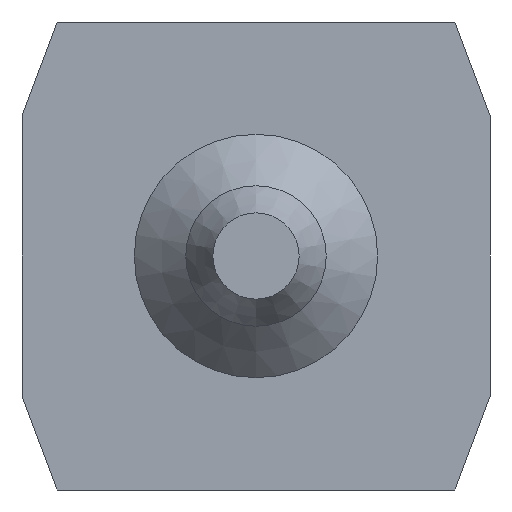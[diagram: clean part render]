
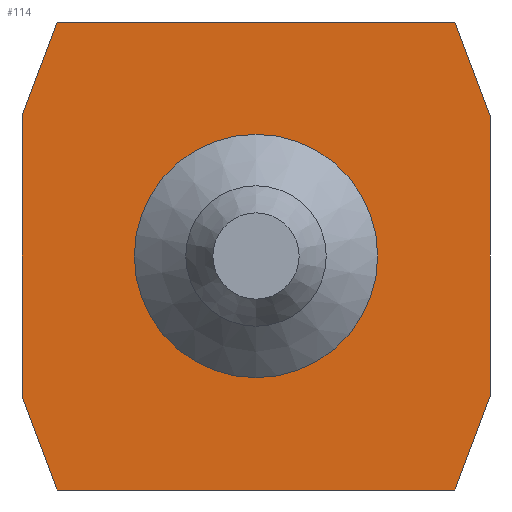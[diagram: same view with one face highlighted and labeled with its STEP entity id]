
A CAD part, front view. The second image highlights one B-rep face of the part: STEP entity #114.
In plain terms, the highlighted planar face has unit normal (0, -1, 0).
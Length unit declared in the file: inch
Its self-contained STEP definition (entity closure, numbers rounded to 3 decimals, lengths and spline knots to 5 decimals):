
#114 = ADVANCED_FACE( '', ( #221, #222 ), #223, .F. );
#221 = FACE_BOUND( '', #338, .T. );
#222 = FACE_OUTER_BOUND( '', #339, .T. );
#223 = PLANE( '', #340 );
#338 = EDGE_LOOP( '', ( #485 ) );
#339 = EDGE_LOOP( '', ( #486, #487, #488, #489, #490, #491, #492, #493 ) );
#340 = AXIS2_PLACEMENT_3D( '', #494, #495, #496 );
#485 = ORIENTED_EDGE( '', *, *, #636, .T. );
#486 = ORIENTED_EDGE( '', *, *, #612, .T. );
#487 = ORIENTED_EDGE( '', *, *, #643, .F. );
#488 = ORIENTED_EDGE( '', *, *, #638, .T. );
#489 = ORIENTED_EDGE( '', *, *, #625, .F. );
#490 = ORIENTED_EDGE( '', *, *, #644, .T. );
#491 = ORIENTED_EDGE( '', *, *, #645, .F. );
#492 = ORIENTED_EDGE( '', *, *, #607, .T. );
#493 = ORIENTED_EDGE( '', *, *, #627, .F. );
#494 = CARTESIAN_POINT( '', ( 0., 0., 0. ) );
#495 = DIRECTION( '', ( 0., 1., 0. ) );
#496 = DIRECTION( '', ( 0., 0., 1. ) );
#607 = EDGE_CURVE( '', #680, #678, #681, .T. );
#612 = EDGE_CURVE( '', #689, #687, #690, .T. );
#625 = EDGE_CURVE( '', #710, #706, #712, .T. );
#627 = EDGE_CURVE( '', #689, #678, #714, .T. );
#636 = EDGE_CURVE( '', #726, #726, #727, .T. );
#638 = EDGE_CURVE( '', #729, #706, #730, .T. );
#643 = EDGE_CURVE( '', #729, #687, #736, .T. );
#644 = EDGE_CURVE( '', #710, #737, #738, .T. );
#645 = EDGE_CURVE( '', #680, #737, #739, .T. );
#678 = VERTEX_POINT( '', #782 );
#680 = VERTEX_POINT( '', #785 );
#681 = LINE( '', #786, #787 );
#687 = VERTEX_POINT( '', #795 );
#689 = VERTEX_POINT( '', #798 );
#690 = LINE( '', #799, #800 );
#706 = VERTEX_POINT( '', #818 );
#710 = VERTEX_POINT( '', #824 );
#712 = LINE( '', #827, #828 );
#714 = LINE( '', #830, #831 );
#726 = VERTEX_POINT( '', #848 );
#727 = CIRCLE( '', #849, 0.026 );
#729 = VERTEX_POINT( '', #851 );
#730 = LINE( '', #852, #853 );
#736 = LINE( '', #860, #861 );
#737 = VERTEX_POINT( '', #862 );
#738 = LINE( '', #863, #864 );
#739 = LINE( '', #865, #866 );
#782 = CARTESIAN_POINT( '', ( 0., 0., 0.03 ) );
#785 = CARTESIAN_POINT( '', ( 0.0075, 0., 0.05 ) );
#786 = CARTESIAN_POINT( '', ( 0.0075, 0., 0.05 ) );
#787 = VECTOR( '', #909, 39.37008 );
#795 = CARTESIAN_POINT( '', ( 0.0075, 0., -0.05 ) );
#798 = CARTESIAN_POINT( '', ( 0., 0., -0.03 ) );
#799 = CARTESIAN_POINT( '', ( 0., 0., -0.03 ) );
#800 = VECTOR( '', #913, 39.37008 );
#818 = CARTESIAN_POINT( '', ( 0.1, 0., -0.03 ) );
#824 = CARTESIAN_POINT( '', ( 0.1, 0., 0.03 ) );
#827 = CARTESIAN_POINT( '', ( 0.1, 0., 0.05 ) );
#828 = VECTOR( '', #931, 39.37008 );
#830 = CARTESIAN_POINT( '', ( 0., 0., -0.05 ) );
#831 = VECTOR( '', #932, 39.37008 );
#848 = CARTESIAN_POINT( '', ( 0.076, 0., 0. ) );
#849 = AXIS2_PLACEMENT_3D( '', #941, #942, #943 );
#851 = CARTESIAN_POINT( '', ( 0.0925, 0., -0.05 ) );
#852 = CARTESIAN_POINT( '', ( 0.0925, 0., -0.05 ) );
#853 = VECTOR( '', #944, 39.37008 );
#860 = CARTESIAN_POINT( '', ( 0.1, 0., -0.05 ) );
#861 = VECTOR( '', #949, 39.37008 );
#862 = CARTESIAN_POINT( '', ( 0.0925, 0., 0.05 ) );
#863 = CARTESIAN_POINT( '', ( 0.1, 0., 0.03 ) );
#864 = VECTOR( '', #950, 39.37008 );
#865 = CARTESIAN_POINT( '', ( 0., 0., 0.05 ) );
#866 = VECTOR( '', #951, 39.37008 );
#909 = DIRECTION( '', ( -0.351, 0., -0.936 ) );
#913 = DIRECTION( '', ( 0.351, 0., -0.936 ) );
#931 = DIRECTION( '', ( 0., 0., -1. ) );
#932 = DIRECTION( '', ( 0., 0., 1. ) );
#941 = CARTESIAN_POINT( '', ( 0.05, 0., 0. ) );
#942 = DIRECTION( '', ( 0., 1., 0. ) );
#943 = DIRECTION( '', ( 1., 0., 0. ) );
#944 = DIRECTION( '', ( 0.351, 0., 0.936 ) );
#949 = DIRECTION( '', ( -1., 0., 0. ) );
#950 = DIRECTION( '', ( -0.351, 0., 0.936 ) );
#951 = DIRECTION( '', ( 1., 0., 0. ) );
